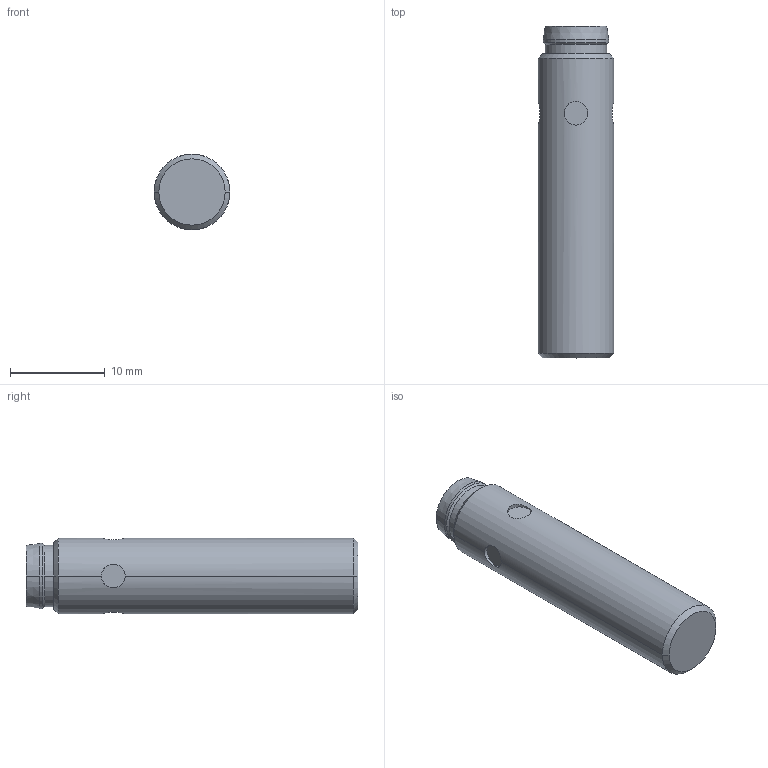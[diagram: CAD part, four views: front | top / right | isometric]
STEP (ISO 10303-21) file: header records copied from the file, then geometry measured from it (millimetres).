
FILE_DESCRIPTION((''),'2;1');
FILE_NAME('CAD-7208','2021-03-17T13:49:13',('creinig-se'),(''),'CREO PARAMETRIC BY PTC INC, 2019292','CREO PARAMETRIC BY PTC INC, 2019292','');
FILE_SCHEMA(('CONFIG_CONTROL_DESIGN','SHAPE_APPEARANCE_LAYERS_GROUPS'));
Length unit declared in the file: millimetre
Products named in the file (1): CAD-7208
Bounding box: 8 x 35 x 8 mm (x, y, z)
Volume: 1701.6 mm3; surface area: 963.7 mm2
Topology: 1 solids, 1 shells, 29 faces, 117 edges, 100 vertices
Faces by surface type: cylinder 14, cone 8, plane 7
Entity records: 1739 total; most frequent: CARTESIAN_POINT 323, DIRECTION 207, ORIENTED_EDGE 124, PRESENTATION_STYLE_ASSIGNMENT 123, STYLED_ITEM 119, CURVE_STYLE 118, AXIS2_PLACEMENT_3D 72, VECTOR 63
